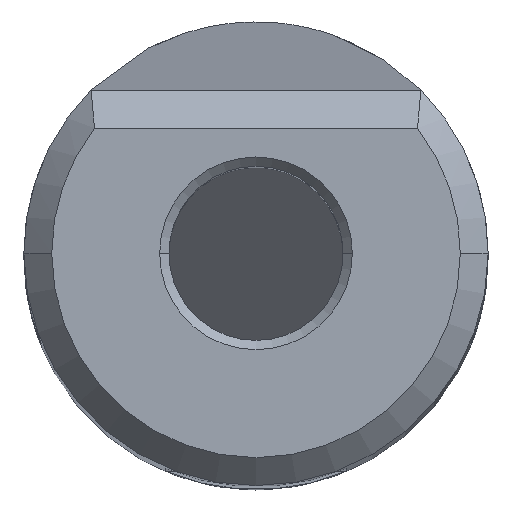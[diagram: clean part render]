
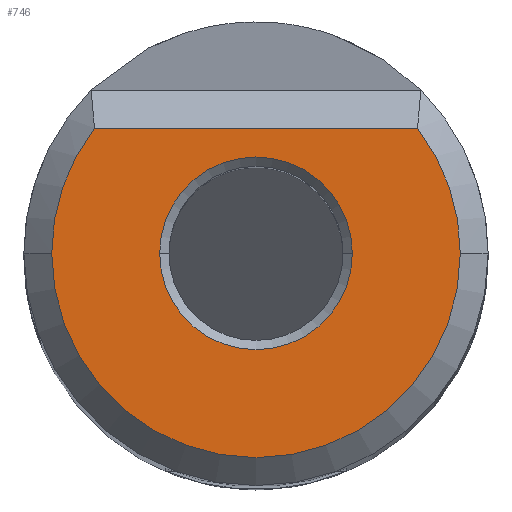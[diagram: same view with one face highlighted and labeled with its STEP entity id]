
A CAD part, top view. The second image highlights one B-rep face of the part: STEP entity #746.
In plain terms, the highlighted planar face has unit normal (0, 0, 1).
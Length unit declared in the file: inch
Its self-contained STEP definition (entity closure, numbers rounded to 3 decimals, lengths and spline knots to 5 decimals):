
#13 = EDGE_CURVE ( 'NONE', #571, #804, #355, .T. ) ;
#18 = AXIS2_PLACEMENT_3D ( 'NONE', #180, #370, #559 ) ;
#22 = CARTESIAN_POINT ( 'NONE',  ( 0.17393, 0.13472, 0. ) ) ;
#27 = CARTESIAN_POINT ( 'NONE',  ( 0., 0., 0. ) ) ;
#41 = EDGE_CURVE ( 'NONE', #779, #291, #216, .T. ) ;
#96 = LINE ( 'NONE', #531, #645 ) ;
#102 = FACE_OUTER_BOUND ( 'NONE', #706, .T. ) ;
#138 = ORIENTED_EDGE ( 'NONE', *, *, #800, .T. ) ;
#155 = CARTESIAN_POINT ( 'NONE',  ( -0.10375, 0., 0. ) ) ;
#163 = AXIS2_PLACEMENT_3D ( 'NONE', #374, #759, #554 ) ;
#172 = DIRECTION ( 'NONE',  ( 1., 0., 0. ) ) ;
#180 = CARTESIAN_POINT ( 'NONE',  ( 0., 0., 0. ) ) ;
#205 = ORIENTED_EDGE ( 'NONE', *, *, #350, .T. ) ;
#207 = VERTEX_POINT ( 'NONE', #22 ) ;
#216 = CIRCLE ( 'NONE', #539, 0.22 ) ;
#217 = CIRCLE ( 'NONE', #163, 0.22 ) ;
#224 = ORIENTED_EDGE ( 'NONE', *, *, #833, .T. ) ;
#233 = AXIS2_PLACEMENT_3D ( 'NONE', #786, #461, #718 ) ;
#253 = EDGE_LOOP ( 'NONE', ( #138, #637 ) ) ;
#271 = EDGE_CURVE ( 'NONE', #207, #776, #96, .T. ) ;
#291 = VERTEX_POINT ( 'NONE', #743 ) ;
#298 = DIRECTION ( 'NONE',  ( 0., 0., 1. ) ) ;
#312 = FACE_BOUND ( 'NONE', #253, .T. ) ;
#325 = CIRCLE ( 'NONE', #18, 0.10375 ) ;
#350 = EDGE_CURVE ( 'NONE', #291, #207, #217, .T. ) ;
#355 = CIRCLE ( 'NONE', #233, 0.10375 ) ;
#360 = DIRECTION ( 'NONE',  ( -1., 0., 0. ) ) ;
#370 = DIRECTION ( 'NONE',  ( 0., 0., -1. ) ) ;
#373 = DIRECTION ( 'NONE',  ( 1., 0., 0. ) ) ;
#374 = CARTESIAN_POINT ( 'NONE',  ( 0., 0., 0. ) ) ;
#383 = DIRECTION ( 'NONE',  ( 0., 0., 1. ) ) ;
#403 = AXIS2_PLACEMENT_3D ( 'NONE', #812, #298, #373 ) ;
#461 = DIRECTION ( 'NONE',  ( 0., 0., -1. ) ) ;
#465 = CIRCLE ( 'NONE', #499, 0.22 ) ;
#499 = AXIS2_PLACEMENT_3D ( 'NONE', #702, #383, #765 ) ;
#531 = CARTESIAN_POINT ( 'NONE',  ( 0., 0.13472, 0. ) ) ;
#532 = ORIENTED_EDGE ( 'NONE', *, *, #271, .T. ) ;
#539 = AXIS2_PLACEMENT_3D ( 'NONE', #27, #685, #172 ) ;
#554 = DIRECTION ( 'NONE',  ( 1., 0., 0. ) ) ;
#557 = CARTESIAN_POINT ( 'NONE',  ( -0.17393, 0.13472, 0. ) ) ;
#559 = DIRECTION ( 'NONE',  ( 1., 0., 0. ) ) ;
#571 = VERTEX_POINT ( 'NONE', #155 ) ;
#637 = ORIENTED_EDGE ( 'NONE', *, *, #13, .T. ) ;
#645 = VECTOR ( 'NONE', #360, 39.37008 ) ;
#685 = DIRECTION ( 'NONE',  ( 0., 0., 1. ) ) ;
#702 = CARTESIAN_POINT ( 'NONE',  ( 0., 0., 0. ) ) ;
#706 = EDGE_LOOP ( 'NONE', ( #224, #808, #205, #532 ) ) ;
#718 = DIRECTION ( 'NONE',  ( 1., 0., 0. ) ) ;
#743 = CARTESIAN_POINT ( 'NONE',  ( 0.22, 0., 0. ) ) ;
#746 = ADVANCED_FACE ( 'NONE', ( #312, #102 ), #824, .T. ) ;
#747 = CARTESIAN_POINT ( 'NONE',  ( 0.10375, 0., 0. ) ) ;
#750 = CARTESIAN_POINT ( 'NONE',  ( -0.22, 0., 0. ) ) ;
#759 = DIRECTION ( 'NONE',  ( 0., 0., 1. ) ) ;
#765 = DIRECTION ( 'NONE',  ( 1., 0., 0. ) ) ;
#776 = VERTEX_POINT ( 'NONE', #557 ) ;
#779 = VERTEX_POINT ( 'NONE', #750 ) ;
#786 = CARTESIAN_POINT ( 'NONE',  ( 0., 0., 0. ) ) ;
#800 = EDGE_CURVE ( 'NONE', #804, #571, #325, .T. ) ;
#804 = VERTEX_POINT ( 'NONE', #747 ) ;
#808 = ORIENTED_EDGE ( 'NONE', *, *, #41, .T. ) ;
#812 = CARTESIAN_POINT ( 'NONE',  ( 0., 0., 0. ) ) ;
#824 = PLANE ( 'NONE',  #403 ) ;
#833 = EDGE_CURVE ( 'NONE', #776, #779, #465, .T. ) ;
